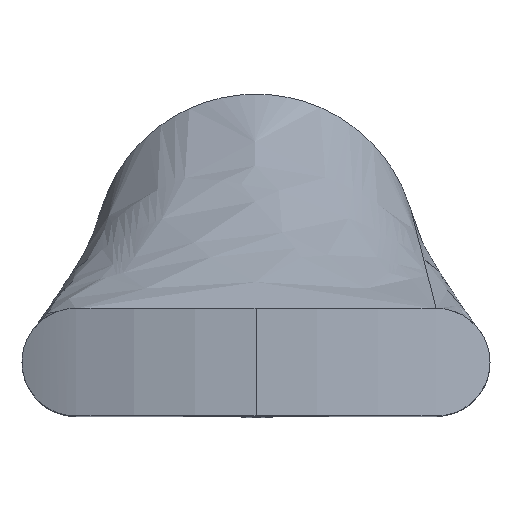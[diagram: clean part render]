
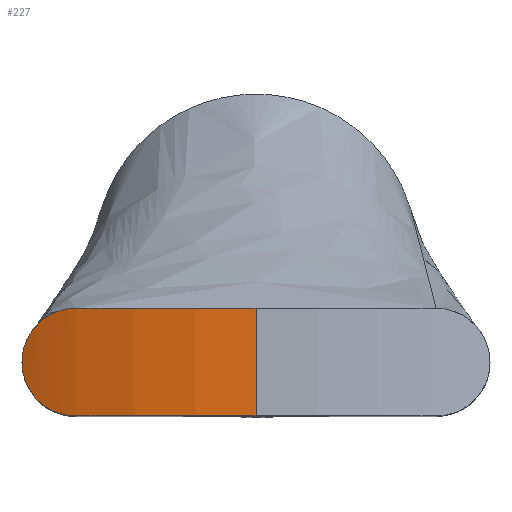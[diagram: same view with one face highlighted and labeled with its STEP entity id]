
A CAD part, top view. The second image highlights one B-rep face of the part: STEP entity #227.
In plain terms, the highlighted free-form (B-spline) face has degree [2, 1] with [3, 2] control points.
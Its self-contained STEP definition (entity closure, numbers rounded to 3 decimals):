
#227 = ADVANCED_FACE('',(#228),#305,.T.);
#228 = FACE_BOUND('',#229,.T.);
#229 = EDGE_LOOP('',(#230,#240,#247,#255,#278));
#230 = ORIENTED_EDGE('',*,*,#231,.F.);
#231 = EDGE_CURVE('',#232,#234,#236,.T.);
#232 = VERTEX_POINT('',#233);
#233 = CARTESIAN_POINT('',(0.,-21.72,
    161.778));
#234 = VERTEX_POINT('',#235);
#235 = CARTESIAN_POINT('',(-24.217,-21.72,
    157.442));
#236 = ( BOUNDED_CURVE() B_SPLINE_CURVE(2,(#237,#238,#239),
.UNSPECIFIED.,.F.,.F.) B_SPLINE_CURVE_WITH_KNOTS((3,3),(0.,
0.354),.PIECEWISE_BEZIER_KNOTS.) CURVE() 
GEOMETRIC_REPRESENTATION_ITEM() RATIONAL_B_SPLINE_CURVE((1.,
0.984,1.)) REPRESENTATION_ITEM('') );
#237 = CARTESIAN_POINT('',(0.,-21.72,
    161.778));
#238 = CARTESIAN_POINT('',(-12.496,-21.72,
    161.778));
#239 = CARTESIAN_POINT('',(-24.217,-21.72,
    157.442));
#240 = ORIENTED_EDGE('',*,*,#241,.T.);
#241 = EDGE_CURVE('',#232,#242,#244,.T.);
#242 = VERTEX_POINT('',#243);
#243 = CARTESIAN_POINT('',(0.,-7.24,
    161.778));
#244 = B_SPLINE_CURVE_WITH_KNOTS('',1,(#245,#246),.UNSPECIFIED.,.F.,.F.,
  (2,2),(0.,9.667),.PIECEWISE_BEZIER_KNOTS.);
#245 = CARTESIAN_POINT('',(0.,-21.72,
    161.778));
#246 = CARTESIAN_POINT('',(0.,-7.24,
    161.778));
#247 = ORIENTED_EDGE('',*,*,#248,.F.);
#248 = EDGE_CURVE('',#249,#242,#251,.T.);
#249 = VERTEX_POINT('',#250);
#250 = CARTESIAN_POINT('',(-24.217,-7.24,
    157.442));
#251 = ( BOUNDED_CURVE() B_SPLINE_CURVE(2,(#252,#253,#254),
.UNSPECIFIED.,.F.,.F.) B_SPLINE_CURVE_WITH_KNOTS((3,3),(4.358,
4.712),.PIECEWISE_BEZIER_KNOTS.) CURVE() 
GEOMETRIC_REPRESENTATION_ITEM() RATIONAL_B_SPLINE_CURVE((1.,
0.984,1.)) REPRESENTATION_ITEM('') );
#252 = CARTESIAN_POINT('',(-24.217,-7.24,
    157.442));
#253 = CARTESIAN_POINT('',(-12.496,-7.24,161.778
    ));
#254 = CARTESIAN_POINT('',(0.,-7.24,
    161.778));
#255 = ORIENTED_EDGE('',*,*,#256,.F.);
#256 = EDGE_CURVE('',#257,#249,#259,.T.);
#257 = VERTEX_POINT('',#258);
#258 = CARTESIAN_POINT('',(-31.457,-14.48,
    154.288));
#259 = B_SPLINE_CURVE_WITH_KNOTS('',3,(#260,#261,#262,#263,#264,#265,
    #266,#267,#268,#269,#270,#271,#272,#273,#274,#275,#276,#277),
  .UNSPECIFIED.,.F.,.F.,(4,2,2,2,2,2,2,2,4),(0.008,
    0.009,0.01,0.011,
    0.012,0.013,0.014,
    0.015,0.016),.UNSPECIFIED.);
#260 = CARTESIAN_POINT('',(-31.457,-14.48,
    154.288));
#261 = CARTESIAN_POINT('',(-31.457,-13.988,
    154.288));
#262 = CARTESIAN_POINT('',(-31.406,-13.494,
    154.314));
#263 = CARTESIAN_POINT('',(-31.205,-12.525,
    154.414));
#264 = CARTESIAN_POINT('',(-31.058,-12.06,
    154.488));
#265 = CARTESIAN_POINT('',(-30.673,-11.169,
    154.678));
#266 = CARTESIAN_POINT('',(-30.435,-10.742,
    154.794));
#267 = CARTESIAN_POINT('',(-29.893,-9.96,
    155.054));
#268 = CARTESIAN_POINT('',(-29.584,-9.599,
    155.199));
#269 = CARTESIAN_POINT('',(-28.905,-8.943,
    155.513));
#270 = CARTESIAN_POINT('',(-28.541,-8.655,
    155.678));
#271 = CARTESIAN_POINT('',(-27.764,-8.152,
    156.02));
#272 = CARTESIAN_POINT('',(-27.348,-7.936,
    156.199));
#273 = CARTESIAN_POINT('',(-26.494,-7.592,
    156.556));
#274 = CARTESIAN_POINT('',(-26.055,-7.462,
    156.735));
#275 = CARTESIAN_POINT('',(-25.15,-7.286,
    157.091));
#276 = CARTESIAN_POINT('',(-24.684,-7.24,
    157.269));
#277 = CARTESIAN_POINT('',(-24.217,-7.24,
    157.442));
#278 = ORIENTED_EDGE('',*,*,#279,.F.);
#279 = EDGE_CURVE('',#234,#257,#280,.T.);
#280 = B_SPLINE_CURVE_WITH_KNOTS('',3,(#281,#282,#283,#284,#285,#286,
    #287,#288,#289,#290,#291,#292,#293,#294,#295,#296,#297,#298,#299,
    #300,#301,#302,#303,#304),.UNSPECIFIED.,.F.,.F.,(4,2,2,2,2,2,2,2,2,2
    ,2,4),(0.,0.001,0.002,0.003,
    0.003,0.004,0.005,
    0.005,0.006,0.007,
    0.007,0.008),.UNSPECIFIED.);
#281 = CARTESIAN_POINT('',(-24.217,-21.72,
    157.442));
#282 = CARTESIAN_POINT('',(-24.685,-21.72,
    157.269));
#283 = CARTESIAN_POINT('',(-25.145,-21.675,
    157.093));
#284 = CARTESIAN_POINT('',(-26.047,-21.5,
    156.738));
#285 = CARTESIAN_POINT('',(-26.492,-21.369,
    156.557));
#286 = CARTESIAN_POINT('',(-27.353,-21.022,
    156.197));
#287 = CARTESIAN_POINT('',(-27.762,-20.81,
    156.021));
#288 = CARTESIAN_POINT('',(-28.343,-20.433,
    155.765));
#289 = CARTESIAN_POINT('',(-28.532,-20.298,
    155.681));
#290 = CARTESIAN_POINT('',(-28.898,-20.008,
    155.515));
#291 = CARTESIAN_POINT('',(-29.077,-19.851,
    155.434));
#292 = CARTESIAN_POINT('',(-29.585,-19.361,
    155.199));
#293 = CARTESIAN_POINT('',(-29.89,-19.003,
    155.055));
#294 = CARTESIAN_POINT('',(-30.297,-18.417,
    154.86));
#295 = CARTESIAN_POINT('',(-30.424,-18.214,
    154.799));
#296 = CARTESIAN_POINT('',(-30.66,-17.791,
    154.684));
#297 = CARTESIAN_POINT('',(-30.768,-17.571,
    154.631));
#298 = CARTESIAN_POINT('',(-31.057,-16.903,
    154.489));
#299 = CARTESIAN_POINT('',(-31.204,-16.439,
    154.415));
#300 = CARTESIAN_POINT('',(-31.355,-15.716,
    154.339));
#301 = CARTESIAN_POINT('',(-31.393,-15.469,
    154.32));
#302 = CARTESIAN_POINT('',(-31.444,-14.974,
    154.294));
#303 = CARTESIAN_POINT('',(-31.457,-14.727,
    154.288));
#304 = CARTESIAN_POINT('',(-31.457,-14.48,
    154.288));
#305 = ( BOUNDED_SURFACE() B_SPLINE_SURFACE(2,1,(
    (#306,#307)
    ,(#308,#309)
,(#310,#311
    )),.UNSPECIFIED.,.F.,.F.,.F.) B_SPLINE_SURFACE_WITH_KNOTS((3,3),(2,2
    ),(0.,0.467),(-9.667,0.),
.PIECEWISE_BEZIER_KNOTS.) GEOMETRIC_REPRESENTATION_ITEM() 
RATIONAL_B_SPLINE_SURFACE((
    (1.,1.)
    ,(0.973,0.973)
,(1.,1.))) REPRESENTATION_ITEM('') SURFACE() );
#306 = CARTESIAN_POINT('',(0.,-7.24,
    161.778));
#307 = CARTESIAN_POINT('',(0.,-21.72,
    161.778));
#308 = CARTESIAN_POINT('',(-16.62,-7.24,
    161.778));
#309 = CARTESIAN_POINT('',(-16.62,-21.72,
    161.778));
#310 = CARTESIAN_POINT('',(-31.457,-7.24,
    154.288));
#311 = CARTESIAN_POINT('',(-31.457,-21.72,
    154.288));
